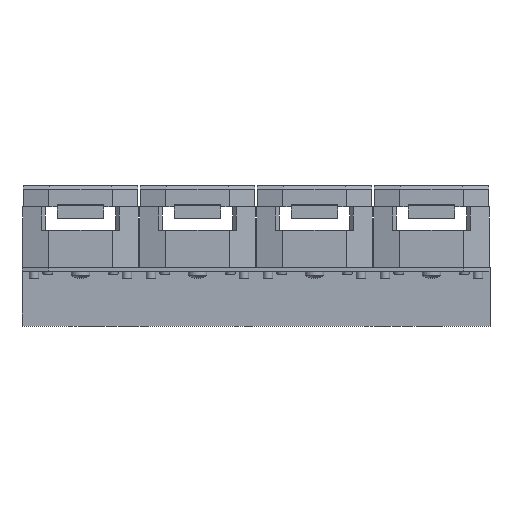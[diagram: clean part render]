
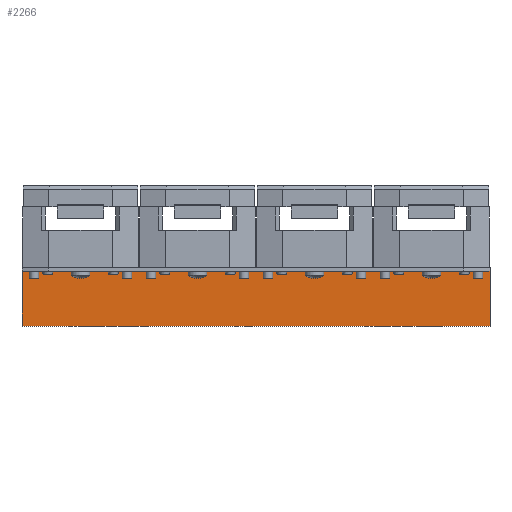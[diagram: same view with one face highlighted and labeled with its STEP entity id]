
A CAD part, left-side view. The second image highlights one B-rep face of the part: STEP entity #2266.
In plain terms, the highlighted planar face has unit normal (-1, 0, 0).
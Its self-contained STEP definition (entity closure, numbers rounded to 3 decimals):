
#2266=ADVANCED_FACE('',(#4210),#4211,.T.);
#4210=FACE_OUTER_BOUND('',#6017,.T.);
#4211=PLANE('',#6018);
#6017=EDGE_LOOP('',(#11127,#11128,#11129,#11130));
#6018=AXIS2_PLACEMENT_3D('',#11131,#11132,#11133);
#11127=ORIENTED_EDGE('',*,*,#13039,.F.);
#11128=ORIENTED_EDGE('',*,*,#13046,.T.);
#11129=ORIENTED_EDGE('',*,*,#13123,.T.);
#11130=ORIENTED_EDGE('',*,*,#13096,.F.);
#11131=CARTESIAN_POINT('',(19.5,0.0,1.55));
#11132=DIRECTION('',(-1.0,0.0,0.0));
#11133=DIRECTION('',(0.0,0.0,1.0));
#13039=EDGE_CURVE('',#15915,#15917,#15918,.T.);
#13046=EDGE_CURVE('',#15915,#15927,#15929,.T.);
#13096=EDGE_CURVE('',#15917,#15995,#15999,.T.);
#13123=EDGE_CURVE('',#15927,#15995,#16034,.T.);
#15915=VERTEX_POINT('',#19727);
#15917=VERTEX_POINT('',#19730);
#15918=LINE('',#19731,#19732);
#15927=VERTEX_POINT('',#19745);
#15929=LINE('',#19748,#19749);
#15995=VERTEX_POINT('',#19833);
#15999=LINE('',#19839,#19840);
#16034=LINE('',#19888,#19889);
#19727=CARTESIAN_POINT('',(19.5,0.0,23.5));
#19730=CARTESIAN_POINT('',(19.5,0.0,0.0));
#19731=CARTESIAN_POINT('',(19.5,0.0,23.5));
#19732=VECTOR('',#22109,1.0);
#19745=CARTESIAN_POINT('',(19.5,200.0,23.5));
#19748=CARTESIAN_POINT('',(19.5,0.0,23.5));
#19749=VECTOR('',#22115,1.0);
#19833=CARTESIAN_POINT('',(19.5,200.0,0.0));
#19839=CARTESIAN_POINT('',(19.5,0.0,0.0));
#19840=VECTOR('',#22184,1.0);
#19888=CARTESIAN_POINT('',(19.5,200.0,23.5));
#19889=VECTOR('',#22210,1.0);
#22109=DIRECTION('',(0.0,0.0,-1.0));
#22115=DIRECTION('',(0.0,1.0,0.0));
#22184=DIRECTION('',(0.0,1.0,0.0));
#22210=DIRECTION('',(0.0,0.0,-1.0));
